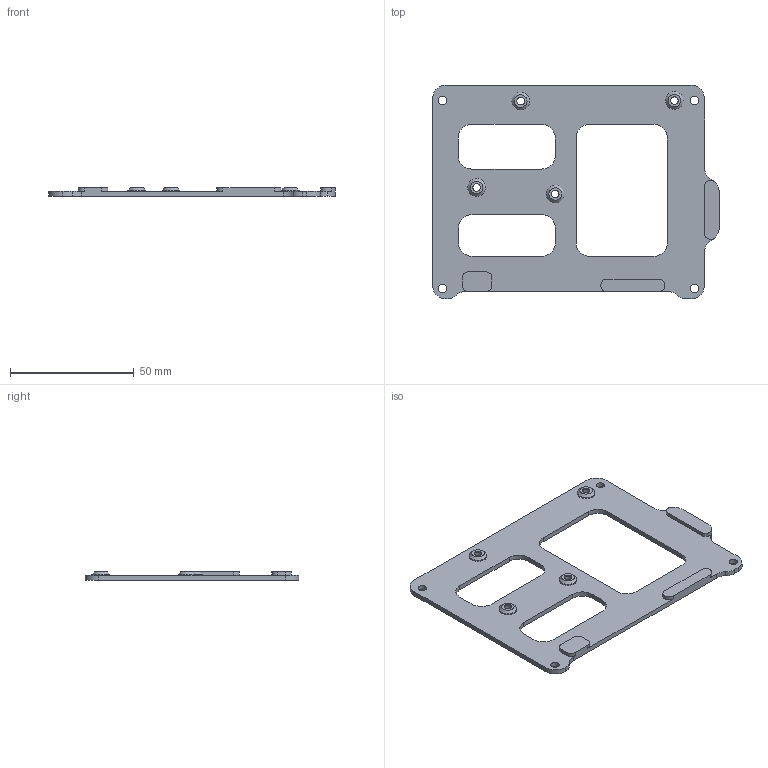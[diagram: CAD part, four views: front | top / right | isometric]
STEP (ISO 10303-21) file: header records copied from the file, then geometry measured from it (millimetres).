
FILE_DESCRIPTION(/* description */ (''),/* implementation_level */ '2;1');
FILE_NAME(/* name */ 'SKR EZ3 Adapter.step',/* time_stamp */ '2023-04-05T20:46:20+02:00',/* author */ (''),/* organization */ (''),/* preprocessor_version */ 'ST-DEVELOPER v19.2',/* originating_system */ 'Autodesk Translation Framework v11.17.0.187',/* authorisation */ '');
FILE_SCHEMA (('AUTOMOTIVE_DESIGN { 1 0 10303 214 3 1 1 }'));
Length unit declared in the file: millimetre
Products named in the file (1): SKR EZ3 Adapter
Bounding box: 116 x 86.5 x 3.5 mm (x, y, z)
Volume: 12691.4 mm3; surface area: 14150.6 mm2
Topology: 1 solids, 1 shells, 90 faces, 240 edges, 156 vertices
Faces by surface type: cylinder 48, plane 34, cone 8
Full cylindrical faces by diameter (mm): 3.1 x4, 3.4 x4, 4 x4, 7.1 x4
Entity records: 2907 total; most frequent: DIRECTION 524, CARTESIAN_POINT 487, ORIENTED_EDGE 480, EDGE_CURVE 240, AXIS2_PLACEMENT_3D 193, VERTEX_POINT 156, LINE 138, VECTOR 138
